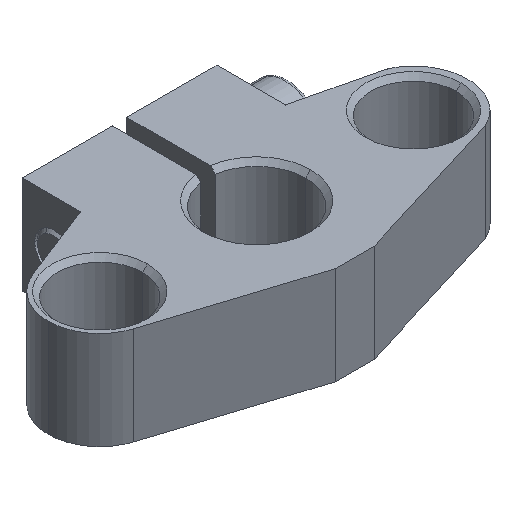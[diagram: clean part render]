
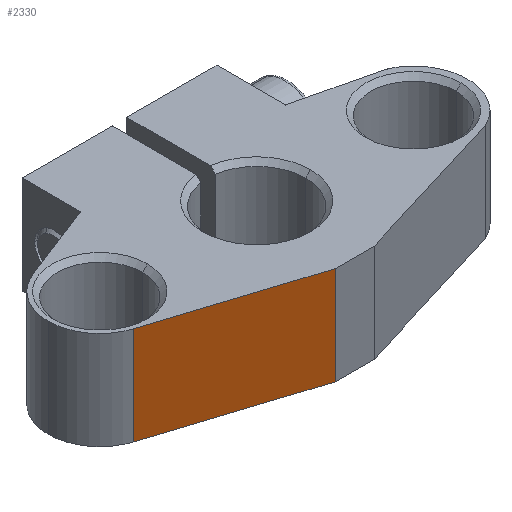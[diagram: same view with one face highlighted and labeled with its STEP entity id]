
A CAD part, isometric view. The second image highlights one B-rep face of the part: STEP entity #2330.
In plain terms, the highlighted planar face has unit normal (-0.304, -0.953, 0).
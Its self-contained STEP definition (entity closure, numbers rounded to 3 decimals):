
#99 = CARTESIAN_POINT ( 'NONE',  ( -2., -10., 10. ) ) ;
#110 = DIRECTION ( 'NONE',  ( 0., 0., -1. ) ) ;
#298 = PLANE ( 'NONE',  #2006 ) ;
#340 = EDGE_CURVE ( 'NONE', #705, #881, #448, .T. ) ;
#347 = CARTESIAN_POINT ( 'NONE',  ( -17.602, -5.029, 10. ) ) ;
#398 = VERTEX_POINT ( 'NONE', #876 ) ;
#448 = LINE ( 'NONE', #991, #1393 ) ;
#493 = ORIENTED_EDGE ( 'NONE', *, *, #1218, .T. ) ;
#494 = CARTESIAN_POINT ( 'NONE',  ( -17.602, -5.029, 0. ) ) ;
#637 = LINE ( 'NONE', #1691, #2190 ) ;
#645 = DIRECTION ( 'NONE',  ( 0.953, -0.304, 0. ) ) ;
#704 = CARTESIAN_POINT ( 'NONE',  ( -17.602, -5.029, 0. ) ) ;
#705 = VERTEX_POINT ( 'NONE', #978 ) ;
#767 = EDGE_LOOP ( 'NONE', ( #493, #869, #2206, #1042 ) ) ;
#800 = VECTOR ( 'NONE', #645, 1000. ) ;
#835 = CARTESIAN_POINT ( 'NONE',  ( -2., -10., 10. ) ) ;
#869 = ORIENTED_EDGE ( 'NONE', *, *, #1169, .F. ) ;
#876 = CARTESIAN_POINT ( 'NONE',  ( -2., -10., 0. ) ) ;
#881 = VERTEX_POINT ( 'NONE', #99 ) ;
#978 = CARTESIAN_POINT ( 'NONE',  ( -17.602, -5.029, 10. ) ) ;
#991 = CARTESIAN_POINT ( 'NONE',  ( -17.602, -5.029, 10. ) ) ;
#1002 = DIRECTION ( 'NONE',  ( 0.953, -0.304, 0. ) ) ;
#1042 = ORIENTED_EDGE ( 'NONE', *, *, #1922, .T. ) ;
#1069 = DIRECTION ( 'NONE',  ( 0.304, 0.953, 0. ) ) ;
#1169 = EDGE_CURVE ( 'NONE', #881, #398, #1401, .T. ) ;
#1215 = VECTOR ( 'NONE', #110, 1000. ) ;
#1218 = EDGE_CURVE ( 'NONE', #2275, #398, #1353, .T. ) ;
#1353 = LINE ( 'NONE', #494, #800 ) ;
#1389 = DIRECTION ( 'NONE',  ( -0.953, 0.304, 0. ) ) ;
#1393 = VECTOR ( 'NONE', #1002, 1000. ) ;
#1401 = LINE ( 'NONE', #835, #1215 ) ;
#1691 = CARTESIAN_POINT ( 'NONE',  ( -17.602, -5.029, 10. ) ) ;
#1867 = DIRECTION ( 'NONE',  ( 0., 0., -1. ) ) ;
#1922 = EDGE_CURVE ( 'NONE', #705, #2275, #637, .T. ) ;
#2006 = AXIS2_PLACEMENT_3D ( 'NONE', #347, #1069, #1389 ) ;
#2166 = FACE_OUTER_BOUND ( 'NONE', #767, .T. ) ;
#2190 = VECTOR ( 'NONE', #1867, 1000. ) ;
#2206 = ORIENTED_EDGE ( 'NONE', *, *, #340, .F. ) ;
#2275 = VERTEX_POINT ( 'NONE', #704 ) ;
#2330 = ADVANCED_FACE ( 'NONE', ( #2166 ), #298, .F. ) ;
